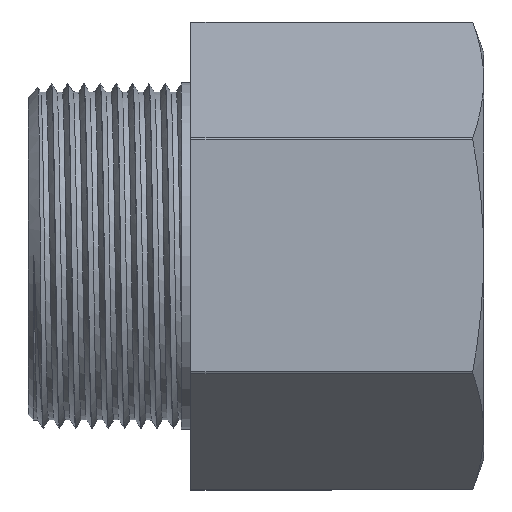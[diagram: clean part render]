
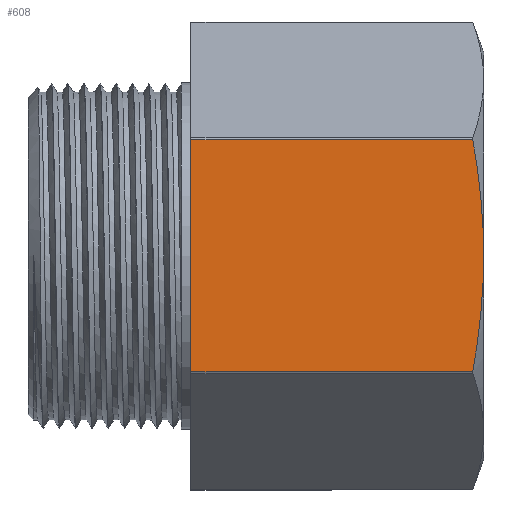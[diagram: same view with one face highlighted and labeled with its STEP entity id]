
A CAD part, top view. The second image highlights one B-rep face of the part: STEP entity #608.
In plain terms, the highlighted planar face has unit normal (0, 0, 1).
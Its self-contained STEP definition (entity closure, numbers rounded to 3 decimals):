
#23=(
BOUNDED_CURVE()
B_SPLINE_CURVE(2,(#5361,#5362,#5363),.UNSPECIFIED.,.F.,.F.)
B_SPLINE_CURVE_WITH_KNOTS((3,3),(1.075,2.15),
 .UNSPECIFIED.)
CURVE()
GEOMETRIC_REPRESENTATION_ITEM()
RATIONAL_B_SPLINE_CURVE((1.,1.037,1.))
REPRESENTATION_ITEM('')
);
#24=(
BOUNDED_CURVE()
B_SPLINE_CURVE(2,(#5365,#5366,#5367),.UNSPECIFIED.,.F.,.F.)
B_SPLINE_CURVE_WITH_KNOTS((3,3),(0.,1.075),.UNSPECIFIED.)
CURVE()
GEOMETRIC_REPRESENTATION_ITEM()
RATIONAL_B_SPLINE_CURVE((1.,1.037,1.))
REPRESENTATION_ITEM('')
);
#39=LINE('',#5369,#57);
#40=LINE('',#5371,#58);
#41=LINE('',#5372,#59);
#57=VECTOR('',#774,10.);
#58=VECTOR('',#775,10.);
#59=VECTOR('',#776,10.);
#68=PLANE('',#663);
#123=FACE_OUTER_BOUND('',#166,.T.);
#166=EDGE_LOOP('',(#480,#481,#482,#483,#484));
#296=VERTEX_POINT('',#5359);
#297=VERTEX_POINT('',#5360);
#298=VERTEX_POINT('',#5364);
#299=VERTEX_POINT('',#5368);
#300=VERTEX_POINT('',#5370);
#366=EDGE_CURVE('',#296,#297,#23,.T.);
#367=EDGE_CURVE('',#298,#296,#24,.T.);
#368=EDGE_CURVE('',#299,#298,#39,.T.);
#369=EDGE_CURVE('',#300,#299,#40,.T.);
#370=EDGE_CURVE('',#297,#300,#41,.T.);
#480=ORIENTED_EDGE('',*,*,#366,.F.);
#481=ORIENTED_EDGE('',*,*,#367,.F.);
#482=ORIENTED_EDGE('',*,*,#368,.F.);
#483=ORIENTED_EDGE('',*,*,#369,.F.);
#484=ORIENTED_EDGE('',*,*,#370,.F.);
#608=ADVANCED_FACE('',(#123),#68,.F.);
#663=AXIS2_PLACEMENT_3D('',#5358,#772,#773);
#772=DIRECTION('center_axis',(0.,0.,
-1.));
#773=DIRECTION('ref_axis',(0.,-1.,0.));
#774=DIRECTION('',(1.,0.,0.));
#775=DIRECTION('',(0.,1.,0.));
#776=DIRECTION('',(-1.,0.,0.));
#5358=CARTESIAN_POINT('Origin',(0.,10.693,18.75));
#5359=CARTESIAN_POINT('',(0.,0.,18.75));
#5360=CARTESIAN_POINT('',(-1.,-10.693,18.75));
#5361=CARTESIAN_POINT('Ctrl Pts',(0.,0.,
18.75));
#5362=CARTESIAN_POINT('Ctrl Pts',(0.,-4.971,
18.75));
#5363=CARTESIAN_POINT('Ctrl Pts',(-1.,-10.693,18.75));
#5364=CARTESIAN_POINT('',(-1.,10.693,18.75));
#5365=CARTESIAN_POINT('Ctrl Pts',(-1.,10.693,18.75));
#5366=CARTESIAN_POINT('Ctrl Pts',(0.,4.971,
18.75));
#5367=CARTESIAN_POINT('Ctrl Pts',(0.,0.,
18.75));
#5368=CARTESIAN_POINT('',(-27.,10.693,18.75));
#5369=CARTESIAN_POINT('',(-13.5,10.693,18.75));
#5370=CARTESIAN_POINT('',(-27.,-10.693,18.75));
#5371=CARTESIAN_POINT('',(-27.,16.139,18.75));
#5372=CARTESIAN_POINT('',(-13.5,-10.693,18.75));
